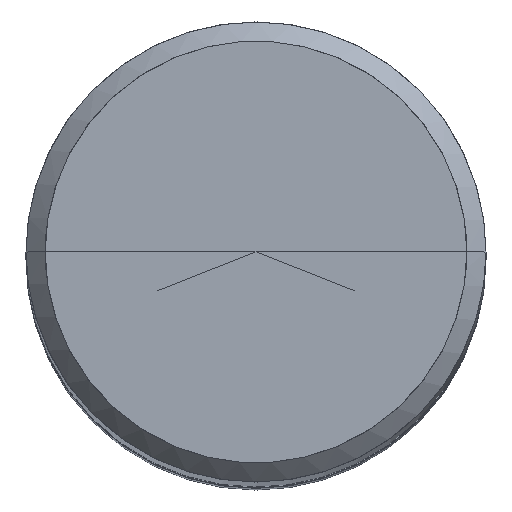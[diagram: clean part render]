
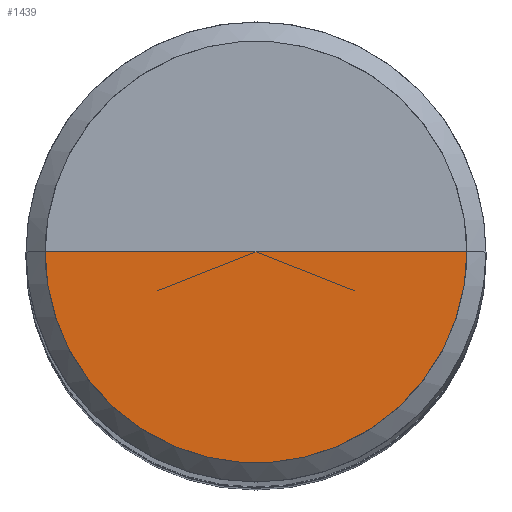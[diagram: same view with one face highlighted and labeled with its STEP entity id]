
A CAD part, top view. The second image highlights one B-rep face of the part: STEP entity #1439.
In plain terms, the highlighted free-form (B-spline) face has degree [1, 2] with [2, 5] control points.
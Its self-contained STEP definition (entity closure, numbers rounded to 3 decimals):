
#998=CARTESIAN_POINT('',(5.5,0.0,90.0));
#1002=CARTESIAN_POINT('',(-5.5,0.0,90.0));
#1003=CARTESIAN_POINT('',(0.0,0.0,90.0));
#1019=CARTESIAN_POINT('',(-5.5,-5.5,90.0));
#1020=CARTESIAN_POINT('',(0.0,-5.5,90.0));
#1021=CARTESIAN_POINT('',(5.5,-5.5,90.0));
#1424=(
BOUNDED_SURFACE()
B_SPLINE_SURFACE(1,2,(
(#1002,#1019,#1020,#1021,#998),
(#1003,#1003,#1003,#1003,#1003)
), .UNSPECIFIED.,.F.,.F.,.F.)
B_SPLINE_SURFACE_WITH_KNOTS((2,2),(3,2,3),(
0.0,1.0),(
0.0,0.5,1.0), .UNSPECIFIED.)
GEOMETRIC_REPRESENTATION_ITEM()
RATIONAL_B_SPLINE_SURFACE(((1.0,0.707,1.0,0.707,1.0),
(1.0,0.707,1.0,0.707,1.0)
))
REPRESENTATION_ITEM('')
SURFACE()
);
#1425=(
BOUNDED_CURVE()
B_SPLINE_CURVE(2,(#998,#1021,#1020,#1019,#1002),.UNSPECIFIED.,.F.,.F.)
B_SPLINE_CURVE_WITH_KNOTS((3,2,3),
(0.0,0.5,1.0),.UNSPECIFIED.)
CURVE()
GEOMETRIC_REPRESENTATION_ITEM()
RATIONAL_B_SPLINE_CURVE((1.0,0.707,1.0,0.707,1.0))
REPRESENTATION_ITEM('')
);
#1426=(
BOUNDED_CURVE()
B_SPLINE_CURVE(1,(#1002,#1003),.UNSPECIFIED.,.F.,.F.)
B_SPLINE_CURVE_WITH_KNOTS((2,2),
(0.0,1.0),.UNSPECIFIED.)
CURVE()
GEOMETRIC_REPRESENTATION_ITEM()
RATIONAL_B_SPLINE_CURVE((1.0,1.0))
REPRESENTATION_ITEM('')
);
#1427=(
BOUNDED_CURVE()
B_SPLINE_CURVE(1,(#1003,#998),.UNSPECIFIED.,.F.,.F.)
B_SPLINE_CURVE_WITH_KNOTS((2,2),
(0.0,1.0),.UNSPECIFIED.)
CURVE()
GEOMETRIC_REPRESENTATION_ITEM()
RATIONAL_B_SPLINE_CURVE((1.0,1.0))
REPRESENTATION_ITEM('')
);
#1428=VERTEX_POINT('',#998);
#1429=VERTEX_POINT('',#1002);
#1430=VERTEX_POINT('',#1003);
#1431=EDGE_CURVE('',#1428,#1429,#1425,.T.);
#1432=EDGE_CURVE('',#1429,#1430,#1426,.T.);
#1433=EDGE_CURVE('',#1430,#1428,#1427,.T.);
#1434=ORIENTED_EDGE('',*,*,#1431,.T.);
#1435=ORIENTED_EDGE('',*,*,#1432,.T.);
#1436=ORIENTED_EDGE('',*,*,#1433,.T.);
#1437=EDGE_LOOP('',(#1434,#1435,#1436));
#1438=FACE_OUTER_BOUND('',#1437,.T.);
#1439=ADVANCED_FACE('',(#1438),#1424,.T.);
